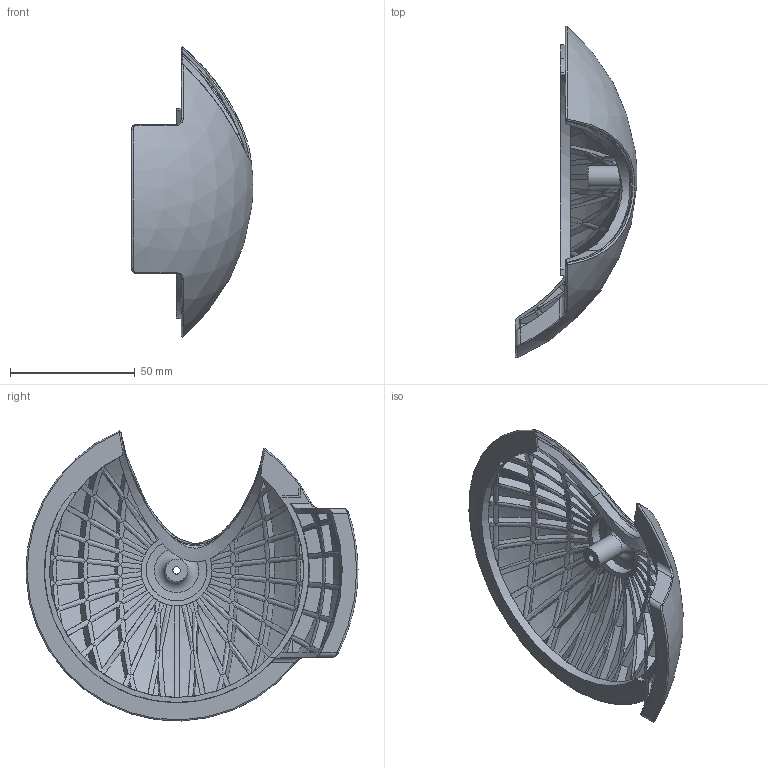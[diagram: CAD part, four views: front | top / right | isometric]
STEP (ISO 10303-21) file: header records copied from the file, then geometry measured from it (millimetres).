
FILE_DESCRIPTION(/* description */ (''),/* implementation_level */ '2;1');
FILE_NAME(/* name */ 'Head_left v4.step',/* time_stamp */ '2018-10-19T17:19:23+11:00',/* author */ ('TaylorY96'),/* organization */ (''),/* preprocessor_version */ 'ST-DEVELOPER v17.2',/* originating_system */ 'Autodesk Translation Framework v7.6.0.251',/* authorisation */ '');
FILE_SCHEMA (('AUTOMOTIVE_DESIGN { 1 0 10303 214 3 1 1 }','FEATURE_BASED_PROCESS_PLANNING'));
Length unit declared in the file: millimetre
Products named in the file (2): Head_left; Head Left V2
Assembly tree (1 placements, depth 2):
  Head_left
    Head Left V2
Bounding box: 48.7 x 133.13 x 116.32 mm (x, y, z)
Volume: 46282.5 mm3; surface area: 43753.4 mm2
Topology: 1 solids, 17 shells, 711 faces, 1717 edges, 1039 vertices
Faces by surface type: plane 370, cylinder 192, sphere 97, bspline 43, torus 8, cone 1
Full cylindrical faces by diameter (mm): 3 x1, 6 x1, 8.9 x1
Entity records: 25067 total; most frequent: CARTESIAN_POINT 7976, DIRECTION 4018, ORIENTED_EDGE 3426, AXIS2_PLACEMENT_3D 1755, EDGE_CURVE 1713, VERTEX_POINT 1039, CIRCLE 1024, EDGE_LOOP 716
